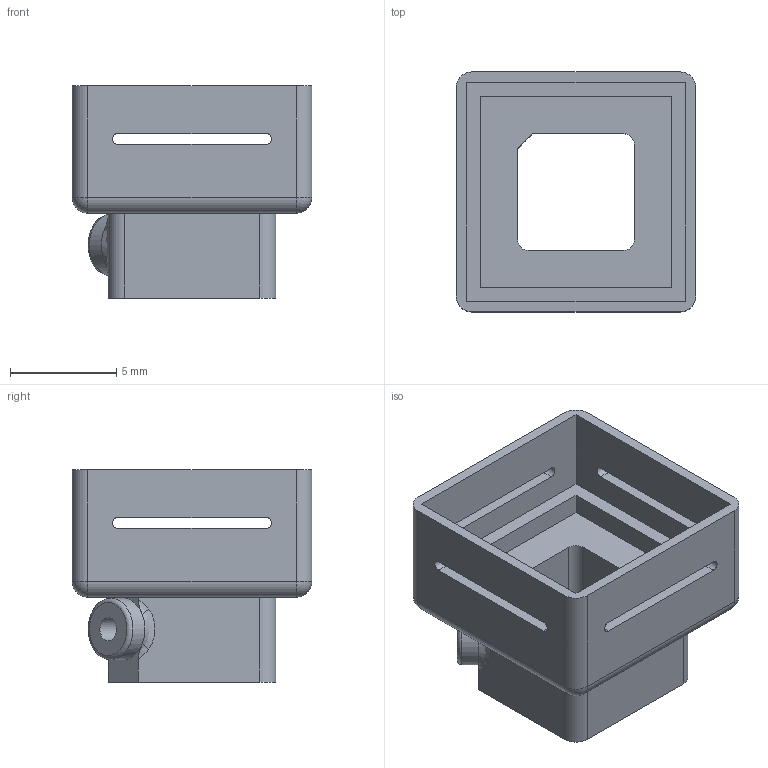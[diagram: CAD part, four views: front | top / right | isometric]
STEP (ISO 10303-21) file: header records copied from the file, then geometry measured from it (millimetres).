
FILE_DESCRIPTION(/* description */ (''),/* implementation_level */ '2;1');
FILE_NAME(/* name */ 'Chroma_sensorhuis.stp',/* time_stamp */ '2019-04-24T09:02:32+02:00',/* author */ ('veldhuijzen'),/* organization */ (''),/* preprocessor_version */ 'ST-DEVELOPER v17.2',/* originating_system */ 'Autodesk Inventor 2019',/* authorisation */ '');
FILE_SCHEMA (('AUTOMOTIVE_DESIGN { 1 0 10303 214 3 1 1 }'));
Length unit declared in the file: millimetre
Products named in the file (1): sensorhuis_koeling
Bounding box: 11.3 x 11.3 x 10 mm (x, y, z)
Volume: 345 mm3; surface area: 885 mm2
Topology: 1 solids, 1 shells, 75 faces, 194 edges, 123 vertices
Faces by surface type: plane 40, cylinder 24, bspline 6, sphere 4, torus 1
Full cylindrical faces by diameter (mm): 1.1 x1, 2.9 x1
Entity records: 2491 total; most frequent: CARTESIAN_POINT 577, ORIENTED_EDGE 388, DIRECTION 388, EDGE_CURVE 194, AXIS2_PLACEMENT_3D 134, VERTEX_POINT 123, LINE 120, VECTOR 120
